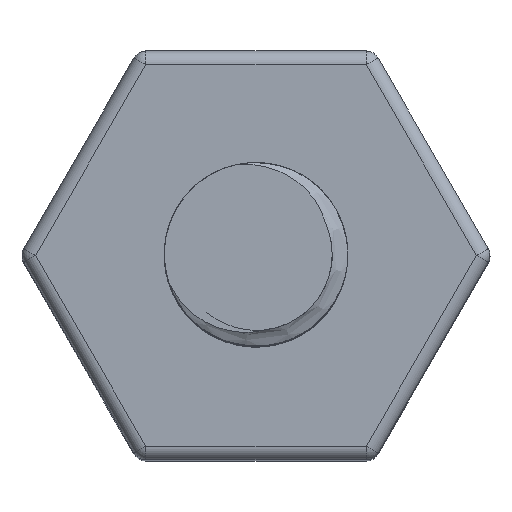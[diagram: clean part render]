
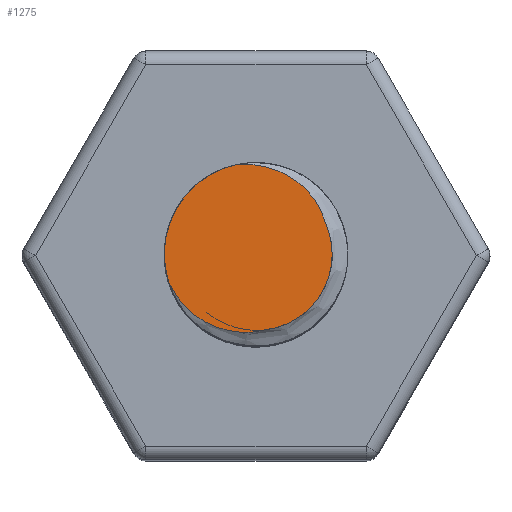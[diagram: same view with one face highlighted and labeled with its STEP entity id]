
A CAD part, top view. The second image highlights one B-rep face of the part: STEP entity #1275.
In plain terms, the highlighted planar face has unit normal (0, 0, 1).
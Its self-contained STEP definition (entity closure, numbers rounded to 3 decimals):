
#28=PLANE('',#1409);
#119=FACE_OUTER_BOUND('',#200,.T.);
#200=EDGE_LOOP('',(#1137,#1138,#1139,#1140,#1141));
#202=CIRCLE('',#1309,0.559);
#203=CIRCLE('',#1311,0.559);
#242=CIRCLE('',#1405,0.673);
#313=B_SPLINE_CURVE_WITH_KNOTS('',3,(#3638,#3639,#3640,#3641,#3642,#3643,
#3644,#3645,#3646,#3647,#3648,#3649,#3650,#3651,#3652,#3653,#3654,#3655,
#3656,#3657,#3658,#3659,#3660,#3661,#3662,#3663,#3664,#3665,#3666,#3667,
#3668,#3669,#3670,#3671,#3672,#3673,#3674,#3675,#3676,#3677),
 .UNSPECIFIED.,.F.,.F.,(4,3,3,3,3,3,3,3,3,3,3,3,3,4),(0.,0.01,
0.019,0.025,0.028,0.037,
0.046,0.049,0.051,0.06,
0.067,0.07,0.078,0.086),
 .UNSPECIFIED.);
#317=B_SPLINE_CURVE_WITH_KNOTS('',3,(#4150,#4151,#4152,#4153,#4154,#4155,
#4156,#4157,#4158,#4159,#4160,#4161,#4162,#4163,#4164,#4165,#4166,#4167,
#4168,#4169,#4170,#4171,#4172,#4173,#4174,#4175,#4176,#4177,#4178,#4179,
#4180,#4181,#4182,#4183,#4184,#4185,#4186,#4187,#4188,#4189,#4190,#4191,
#4192,#4193,#4194,#4195),.UNSPECIFIED.,.F.,.F.,(4,3,3,3,3,3,3,3,3,3,3,3,
3,3,3,4),(0.,0.009,0.015,0.019,
0.021,0.022,0.031,0.039,
0.045,0.047,0.057,0.061,
0.064,0.067,0.076,0.085),
 .UNSPECIFIED.);
#498=VERTEX_POINT('',#2551);
#499=VERTEX_POINT('',#2553);
#502=VERTEX_POINT('',#2574);
#572=VERTEX_POINT('',#3637);
#573=VERTEX_POINT('',#4149);
#629=EDGE_CURVE('',#498,#499,#202,.T.);
#632=EDGE_CURVE('',#502,#498,#203,.T.);
#755=EDGE_CURVE('',#572,#502,#313,.T.);
#759=EDGE_CURVE('',#499,#573,#317,.T.);
#761=EDGE_CURVE('',#573,#572,#242,.F.);
#1137=ORIENTED_EDGE('',*,*,#759,.T.);
#1138=ORIENTED_EDGE('',*,*,#761,.T.);
#1139=ORIENTED_EDGE('',*,*,#755,.T.);
#1140=ORIENTED_EDGE('',*,*,#632,.T.);
#1141=ORIENTED_EDGE('',*,*,#629,.T.);
#1275=ADVANCED_FACE('',(#119),#28,.T.);
#1309=AXIS2_PLACEMENT_3D('',#2558,#1468,#1469);
#1311=AXIS2_PLACEMENT_3D('',#2575,#1473,#1474);
#1405=AXIS2_PLACEMENT_3D('',#4204,#1712,#1713);
#1409=AXIS2_PLACEMENT_3D('',#4210,#1721,#1722);
#1468=DIRECTION('center_axis',(0.,0.,1.));
#1469=DIRECTION('ref_axis',(-1.,0.,0.));
#1473=DIRECTION('center_axis',(0.,0.,1.));
#1474=DIRECTION('ref_axis',(-1.,0.,0.));
#1712=DIRECTION('center_axis',(0.,0.,-1.));
#1713=DIRECTION('ref_axis',(-1.,0.,0.));
#1721=DIRECTION('center_axis',(0.,0.,1.));
#1722=DIRECTION('ref_axis',(-1.,0.,0.));
#2551=CARTESIAN_POINT('',(10.559,0.,10.));
#2553=CARTESIAN_POINT('',(10.511,0.225,10.));
#2558=CARTESIAN_POINT('Origin',(10.,0.,10.));
#2574=CARTESIAN_POINT('',(10.062,-0.556,10.));
#2575=CARTESIAN_POINT('Origin',(10.,0.,10.));
#3637=CARTESIAN_POINT('',(9.36,-0.204,10.));
#3638=CARTESIAN_POINT('Ctrl Pts',(9.36,-0.204,10.));
#3639=CARTESIAN_POINT('Ctrl Pts',(9.373,-0.233,10.));
#3640=CARTESIAN_POINT('Ctrl Pts',(9.388,-0.261,10.));
#3641=CARTESIAN_POINT('Ctrl Pts',(9.405,-0.288,10.));
#3642=CARTESIAN_POINT('Ctrl Pts',(9.421,-0.313,10.));
#3643=CARTESIAN_POINT('Ctrl Pts',(9.439,-0.338,10.));
#3644=CARTESIAN_POINT('Ctrl Pts',(9.459,-0.361,10.));
#3645=CARTESIAN_POINT('Ctrl Pts',(9.474,-0.378,10.));
#3646=CARTESIAN_POINT('Ctrl Pts',(9.489,-0.394,10.));
#3647=CARTESIAN_POINT('Ctrl Pts',(9.505,-0.409,10.));
#3648=CARTESIAN_POINT('Ctrl Pts',(9.51,-0.413,10.));
#3649=CARTESIAN_POINT('Ctrl Pts',(9.515,-0.418,10.));
#3650=CARTESIAN_POINT('Ctrl Pts',(9.52,-0.423,10.));
#3651=CARTESIAN_POINT('Ctrl Pts',(9.543,-0.443,10.));
#3652=CARTESIAN_POINT('Ctrl Pts',(9.568,-0.461,10.));
#3653=CARTESIAN_POINT('Ctrl Pts',(9.594,-0.477,10.));
#3654=CARTESIAN_POINT('Ctrl Pts',(9.62,-0.494,10.));
#3655=CARTESIAN_POINT('Ctrl Pts',(9.647,-0.508,10.));
#3656=CARTESIAN_POINT('Ctrl Pts',(9.675,-0.521,10.));
#3657=CARTESIAN_POINT('Ctrl Pts',(9.683,-0.524,10.));
#3658=CARTESIAN_POINT('Ctrl Pts',(9.691,-0.528,10.));
#3659=CARTESIAN_POINT('Ctrl Pts',(9.7,-0.531,10.));
#3660=CARTESIAN_POINT('Ctrl Pts',(9.708,-0.534,10.));
#3661=CARTESIAN_POINT('Ctrl Pts',(9.716,-0.537,10.));
#3662=CARTESIAN_POINT('Ctrl Pts',(9.724,-0.54,10.));
#3663=CARTESIAN_POINT('Ctrl Pts',(9.751,-0.549,10.));
#3664=CARTESIAN_POINT('Ctrl Pts',(9.778,-0.556,10.));
#3665=CARTESIAN_POINT('Ctrl Pts',(9.806,-0.562,10.));
#3666=CARTESIAN_POINT('Ctrl Pts',(9.829,-0.566,10.));
#3667=CARTESIAN_POINT('Ctrl Pts',(9.852,-0.57,10.));
#3668=CARTESIAN_POINT('Ctrl Pts',(9.875,-0.571,10.));
#3669=CARTESIAN_POINT('Ctrl Pts',(9.885,-0.572,10.));
#3670=CARTESIAN_POINT('Ctrl Pts',(9.894,-0.573,10.));
#3671=CARTESIAN_POINT('Ctrl Pts',(9.903,-0.573,10.));
#3672=CARTESIAN_POINT('Ctrl Pts',(9.931,-0.574,10.));
#3673=CARTESIAN_POINT('Ctrl Pts',(9.959,-0.573,10.));
#3674=CARTESIAN_POINT('Ctrl Pts',(9.987,-0.57,10.));
#3675=CARTESIAN_POINT('Ctrl Pts',(10.012,-0.567,10.));
#3676=CARTESIAN_POINT('Ctrl Pts',(10.037,-0.562,10.));
#3677=CARTESIAN_POINT('Ctrl Pts',(10.062,-0.556,10.));
#4149=CARTESIAN_POINT('',(9.856,0.657,10.));
#4150=CARTESIAN_POINT('Ctrl Pts',(10.511,0.225,10.));
#4151=CARTESIAN_POINT('Ctrl Pts',(10.504,0.252,10.));
#4152=CARTESIAN_POINT('Ctrl Pts',(10.494,0.28,10.));
#4153=CARTESIAN_POINT('Ctrl Pts',(10.483,0.306,10.));
#4154=CARTESIAN_POINT('Ctrl Pts',(10.474,0.327,10.));
#4155=CARTESIAN_POINT('Ctrl Pts',(10.463,0.347,10.));
#4156=CARTESIAN_POINT('Ctrl Pts',(10.452,0.366,10.));
#4157=CARTESIAN_POINT('Ctrl Pts',(10.446,0.376,10.));
#4158=CARTESIAN_POINT('Ctrl Pts',(10.44,0.386,10.));
#4159=CARTESIAN_POINT('Ctrl Pts',(10.433,0.396,10.));
#4160=CARTESIAN_POINT('Ctrl Pts',(10.429,0.403,10.));
#4161=CARTESIAN_POINT('Ctrl Pts',(10.424,0.409,10.));
#4162=CARTESIAN_POINT('Ctrl Pts',(10.419,0.416,10.));
#4163=CARTESIAN_POINT('Ctrl Pts',(10.417,0.418,10.));
#4164=CARTESIAN_POINT('Ctrl Pts',(10.416,0.42,10.));
#4165=CARTESIAN_POINT('Ctrl Pts',(10.414,0.423,10.));
#4166=CARTESIAN_POINT('Ctrl Pts',(10.396,0.446,10.));
#4167=CARTESIAN_POINT('Ctrl Pts',(10.377,0.467,10.));
#4168=CARTESIAN_POINT('Ctrl Pts',(10.356,0.486,10.));
#4169=CARTESIAN_POINT('Ctrl Pts',(10.338,0.504,10.));
#4170=CARTESIAN_POINT('Ctrl Pts',(10.319,0.52,10.));
#4171=CARTESIAN_POINT('Ctrl Pts',(10.299,0.535,10.));
#4172=CARTESIAN_POINT('Ctrl Pts',(10.28,0.548,10.));
#4173=CARTESIAN_POINT('Ctrl Pts',(10.262,0.561,10.));
#4174=CARTESIAN_POINT('Ctrl Pts',(10.242,0.572,10.));
#4175=CARTESIAN_POINT('Ctrl Pts',(10.236,0.575,10.));
#4176=CARTESIAN_POINT('Ctrl Pts',(10.23,0.579,10.));
#4177=CARTESIAN_POINT('Ctrl Pts',(10.224,0.582,10.));
#4178=CARTESIAN_POINT('Ctrl Pts',(10.196,0.597,10.));
#4179=CARTESIAN_POINT('Ctrl Pts',(10.167,0.61,10.));
#4180=CARTESIAN_POINT('Ctrl Pts',(10.137,0.621,10.));
#4181=CARTESIAN_POINT('Ctrl Pts',(10.123,0.626,10.));
#4182=CARTESIAN_POINT('Ctrl Pts',(10.11,0.63,10.));
#4183=CARTESIAN_POINT('Ctrl Pts',(10.096,0.634,10.));
#4184=CARTESIAN_POINT('Ctrl Pts',(10.087,0.637,10.));
#4185=CARTESIAN_POINT('Ctrl Pts',(10.077,0.639,10.));
#4186=CARTESIAN_POINT('Ctrl Pts',(10.068,0.641,10.));
#4187=CARTESIAN_POINT('Ctrl Pts',(10.059,0.644,10.));
#4188=CARTESIAN_POINT('Ctrl Pts',(10.05,0.645,10.));
#4189=CARTESIAN_POINT('Ctrl Pts',(10.041,0.647,10.));
#4190=CARTESIAN_POINT('Ctrl Pts',(10.01,0.654,10.));
#4191=CARTESIAN_POINT('Ctrl Pts',(9.978,0.658,10.));
#4192=CARTESIAN_POINT('Ctrl Pts',(9.945,0.659,10.));
#4193=CARTESIAN_POINT('Ctrl Pts',(9.915,0.661,10.));
#4194=CARTESIAN_POINT('Ctrl Pts',(9.885,0.66,10.));
#4195=CARTESIAN_POINT('Ctrl Pts',(9.856,0.657,10.));
#4204=CARTESIAN_POINT('Origin',(10.,0.,10.));
#4210=CARTESIAN_POINT('Origin',(10.,0.,10.));
